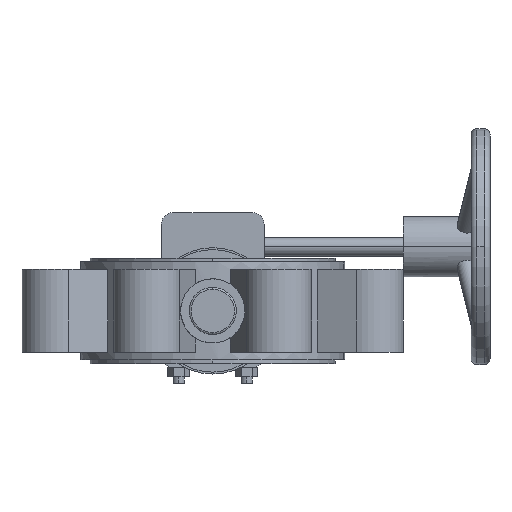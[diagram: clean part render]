
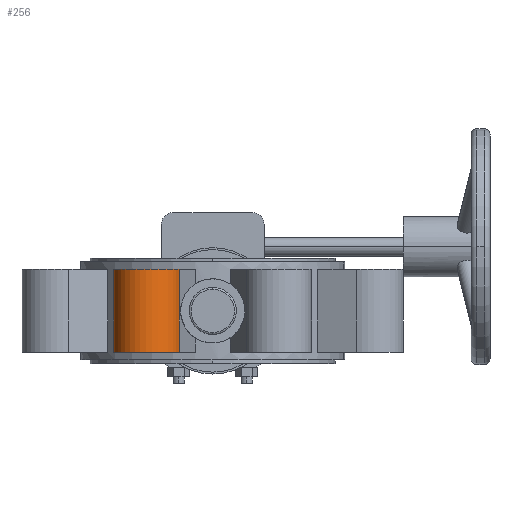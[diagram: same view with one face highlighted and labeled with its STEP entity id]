
A CAD part, front view. The second image highlights one B-rep face of the part: STEP entity #256.
In plain terms, the highlighted cylindrical face has radius 18 mm (diameter 36 mm), a partial arc.
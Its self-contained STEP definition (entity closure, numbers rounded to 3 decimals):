
#256 = ADVANCED_FACE( '', ( #703 ), #704, .T. );
#703 = FACE_OUTER_BOUND( '', #1311, .T. );
#704 = CYLINDRICAL_SURFACE( '', #1312, 18. );
#1311 = EDGE_LOOP( '', ( #2725, #2726, #2727, #2728 ) );
#1312 = AXIS2_PLACEMENT_3D( '', #2729, #2730, #2731 );
#2725 = ORIENTED_EDGE( '', *, *, #4259, .T. );
#2726 = ORIENTED_EDGE( '', *, *, #4420, .F. );
#2727 = ORIENTED_EDGE( '', *, *, #4284, .F. );
#2728 = ORIENTED_EDGE( '', *, *, #4423, .T. );
#2729 = CARTESIAN_POINT( '', ( -34.442, -83.149, -6. ) );
#2730 = DIRECTION( '', ( 0., 0., 1. ) );
#2731 = DIRECTION( '', ( -0.924, 0.383, 0. ) );
#4259 = EDGE_CURVE( '', #5230, #5228, #5231, .T. );
#4284 = EDGE_CURVE( '', #5267, #5269, #5270, .T. );
#4420 = EDGE_CURVE( '', #5269, #5228, #5478, .T. );
#4423 = EDGE_CURVE( '', #5267, #5230, #5481, .T. );
#5228 = VERTEX_POINT( '', #7168 );
#5230 = VERTEX_POINT( '', #7171 );
#5231 = CIRCLE( '', #7172, 18. );
#5267 = VERTEX_POINT( '', #7219 );
#5269 = VERTEX_POINT( '', #7222 );
#5270 = CIRCLE( '', #7223, 18. );
#5478 = LINE( '', #7548, #7549 );
#5481 = LINE( '', #7553, #7554 );
#7168 = CARTESIAN_POINT( '', ( -17.812, -90.037, -50. ) );
#7171 = CARTESIAN_POINT( '', ( -51.071, -76.261, -50. ) );
#7172 = AXIS2_PLACEMENT_3D( '', #9851, #9852, #9853 );
#7219 = CARTESIAN_POINT( '', ( -51.071, -76.261, -6. ) );
#7222 = CARTESIAN_POINT( '', ( -17.812, -90.037, -6. ) );
#7223 = AXIS2_PLACEMENT_3D( '', #9902, #9903, #9904 );
#7548 = CARTESIAN_POINT( '', ( -17.812, -90.037, -6. ) );
#7549 = VECTOR( '', #10129, 1. );
#7553 = CARTESIAN_POINT( '', ( -51.071, -76.261, -6. ) );
#7554 = VECTOR( '', #10134, 1. );
#9851 = CARTESIAN_POINT( '', ( -34.442, -83.149, -50. ) );
#9852 = DIRECTION( '', ( 0., 0., 1. ) );
#9853 = DIRECTION( '', ( -0.924, 0.383, 0. ) );
#9902 = CARTESIAN_POINT( '', ( -34.442, -83.149, -6. ) );
#9903 = DIRECTION( '', ( 0., 0., 1. ) );
#9904 = DIRECTION( '', ( -0.924, 0.383, 0. ) );
#10129 = DIRECTION( '', ( 0., 0., -1. ) );
#10134 = DIRECTION( '', ( 0., 0., -1. ) );
